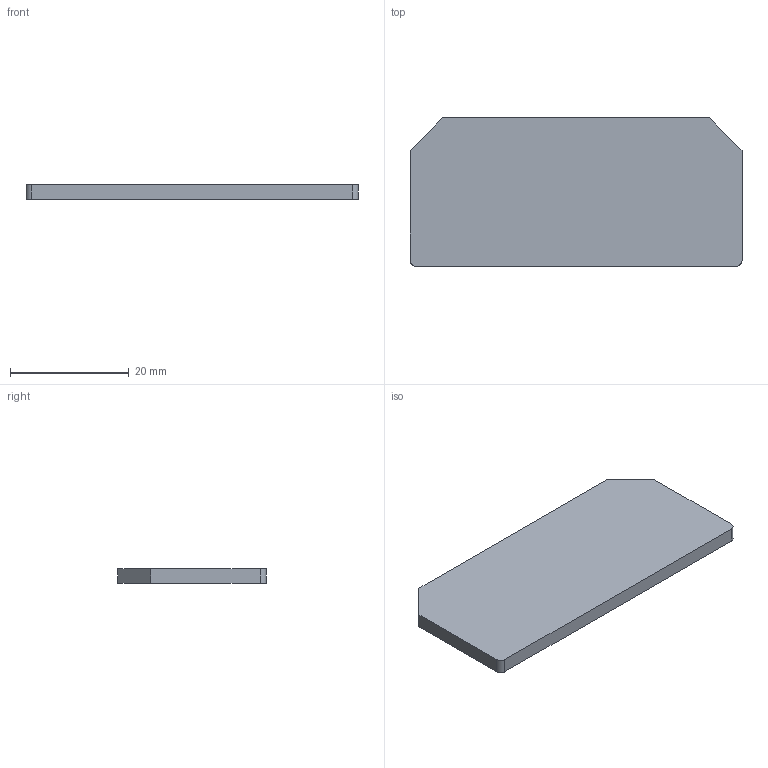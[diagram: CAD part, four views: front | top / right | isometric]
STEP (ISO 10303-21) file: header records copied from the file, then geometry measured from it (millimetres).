
FILE_DESCRIPTION(('OneSpaceDesigner STEP Export'),'2;1');
FILE_NAME('2770794_dp_ukk3-5_select.stp','2004-08-25T 6:43:15',(''),(''),'OneSpace Designer STEP processor (Jan. 2003) for AP203(Solid Model)','OneSpace Designer 12.01C 26-Mar-2004 (C) CoCreate Software GmbH','');
FILE_SCHEMA(('CONFIG_CONTROL_DESIGN'));
Length unit declared in the file: millimetre
Products named in the file (2): 2770794_dp_ukk3-5_select
Assembly tree (1 placements, depth 2):
  2770794_dp_ukk3-5_select
    2770794_dp_ukk3-5_select
Bounding box: 56 x 25 x 2.5 mm (x, y, z)
Volume: 3423.3 mm3; surface area: 3125.4 mm2
Topology: 1 solids, 1 shells, 10 faces, 24 edges, 16 vertices
Faces by surface type: plane 8, cylinder 2
Entity records: 594 total; most frequent: CARTESIAN_POINT 52, DIRECTION 52, ORIENTED_EDGE 48, EDGE_CURVE 24, VECTOR 20, LINE 20, AXIS2_PLACEMENT_3D 16, VERTEX_POINT 16
